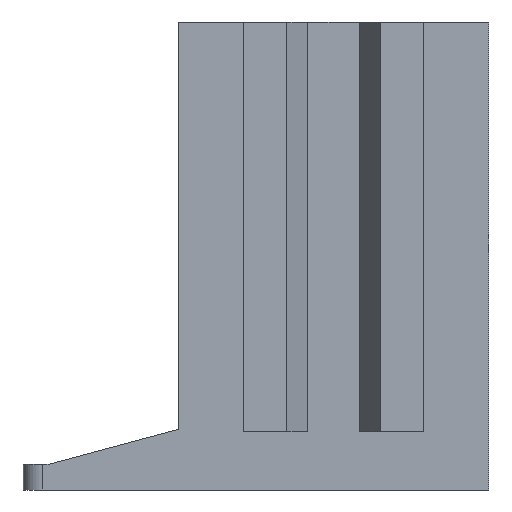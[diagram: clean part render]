
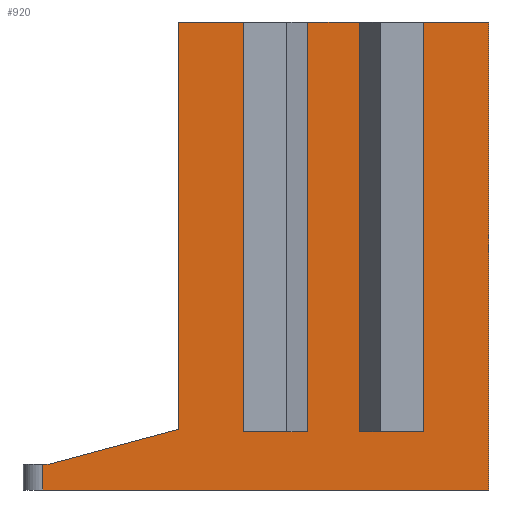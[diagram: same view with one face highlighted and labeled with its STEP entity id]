
A CAD part, left-side view. The second image highlights one B-rep face of the part: STEP entity #920.
In plain terms, the highlighted planar face has unit normal (-1, 0, 0).
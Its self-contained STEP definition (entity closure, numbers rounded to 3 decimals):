
#426 = EDGE_CURVE ( 'NONE', #1303, #1301, #4858, .T. ) ;
#648 = EDGE_CURVE ( 'NONE', #1712, #1713, #5978, .T. ) ;
#661 = EDGE_CURVE ( 'NONE', #1323, #1717, #6017, .T. ) ;
#663 = EDGE_CURVE ( 'NONE', #1717, #1415, #6023, .T. ) ;
#664 = EDGE_CURVE ( 'NONE', #1311, #1418, #6026, .T. ) ;
#665 = EDGE_CURVE ( 'NONE', #1301, #1310, #6029, .T. ) ;
#666 = EDGE_CURVE ( 'NONE', #1722, #1303, #6032, .T. ) ;
#667 = EDGE_CURVE ( 'NONE', #1722, #1721, #6035, .T. ) ;
#668 = EDGE_CURVE ( 'NONE', #1720, #1721, #6038, .T. ) ;
#669 = EDGE_CURVE ( 'NONE', #1725, #1720, #6041, .T. ) ;
#670 = EDGE_CURVE ( 'NONE', #1712, #1725, #6044, .T. ) ;
#671 = EDGE_CURVE ( 'NONE', #1713, #1324, #6047, .T. ) ;
#683 = EDGE_CURVE ( 'NONE', #1311, #1310, #6083, .T. ) ;
#698 = EDGE_CURVE ( 'NONE', #1323, #1324, #6128, .T. ) ;
#920 = ADVANCED_FACE ( 'NONE', ( #7253 ), #6802, .F. ) ;
#956 = EDGE_CURVE ( 'NONE', #1418, #1415, #7427, .T. ) ;
#1301 = VERTEX_POINT ( 'NONE', #7475 ) ;
#1303 = VERTEX_POINT ( 'NONE', #7477 ) ;
#1310 = VERTEX_POINT ( 'NONE', #7484 ) ;
#1311 = VERTEX_POINT ( 'NONE', #7485 ) ;
#1323 = VERTEX_POINT ( 'NONE', #7497 ) ;
#1324 = VERTEX_POINT ( 'NONE', #7498 ) ;
#1415 = VERTEX_POINT ( 'NONE', #7563 ) ;
#1418 = VERTEX_POINT ( 'NONE', #7566 ) ;
#1712 = VERTEX_POINT ( 'NONE', #7686 ) ;
#1713 = VERTEX_POINT ( 'NONE', #7687 ) ;
#1717 = VERTEX_POINT ( 'NONE', #7691 ) ;
#1720 = VERTEX_POINT ( 'NONE', #7694 ) ;
#1721 = VERTEX_POINT ( 'NONE', #7695 ) ;
#1722 = VERTEX_POINT ( 'NONE', #7696 ) ;
#1725 = VERTEX_POINT ( 'NONE', #7699 ) ;
#2673 = ORIENTED_EDGE ( 'NONE', *, *, #665, .F. ) ;
#2674 = ORIENTED_EDGE ( 'NONE', *, *, #426, .F. ) ;
#2675 = ORIENTED_EDGE ( 'NONE', *, *, #666, .F. ) ;
#2676 = ORIENTED_EDGE ( 'NONE', *, *, #668, .F. ) ;
#2677 = ORIENTED_EDGE ( 'NONE', *, *, #667, .T. ) ;
#2678 = ORIENTED_EDGE ( 'NONE', *, *, #669, .F. ) ;
#2679 = ORIENTED_EDGE ( 'NONE', *, *, #670, .F. ) ;
#2680 = ORIENTED_EDGE ( 'NONE', *, *, #648, .T. ) ;
#2681 = ORIENTED_EDGE ( 'NONE', *, *, #671, .T. ) ;
#2682 = ORIENTED_EDGE ( 'NONE', *, *, #698, .F. ) ;
#2683 = ORIENTED_EDGE ( 'NONE', *, *, #661, .T. ) ;
#2755 = EDGE_LOOP ( 'NONE', ( #8005, #6221, #8007, #7970, #2673, #2674, #2675, #2677, #2676, #2678, #2679, #2680, #2681, #2682, #2683 ) ) ;
#4858 = LINE ( 'NONE', #4859, #5521 ) ;
#4859 = CARTESIAN_POINT ( 'NONE',  ( 0., 10., 36.2 ) ) ;
#4860 = DIRECTION ( 'NONE',  ( 0., 0., -1. ) ) ;
#5521 = VECTOR ( 'NONE', #4860, 1000. ) ;
#5978 = LINE ( 'NONE', #5979, #6930 ) ;
#5979 = CARTESIAN_POINT ( 'NONE',  ( 0., 24., 4.2 ) ) ;
#5980 = DIRECTION ( 'NONE',  ( 0., 0., -1. ) ) ;
#6017 = LINE ( 'NONE', #6018, #6945 ) ;
#6018 = CARTESIAN_POINT ( 'NONE',  ( 0., 34.5, 2. ) ) ;
#6019 = DIRECTION ( 'NONE',  ( 0., 0., -1. ) ) ;
#6023 = LINE ( 'NONE', #6024, #6946 ) ;
#6024 = CARTESIAN_POINT ( 'NONE',  ( 0., 24., 0. ) ) ;
#6025 = DIRECTION ( 'NONE',  ( 0., -1., 0. ) ) ;
#6026 = LINE ( 'NONE', #6027, #6947 ) ;
#6027 = CARTESIAN_POINT ( 'NONE',  ( 0., 7.1, 36.2 ) ) ;
#6028 = DIRECTION ( 'NONE',  ( 0., -1., 0. ) ) ;
#6029 = LINE ( 'NONE', #6030, #6948 ) ;
#6030 = CARTESIAN_POINT ( 'NONE',  ( 0., 10., 4.5 ) ) ;
#6031 = DIRECTION ( 'NONE',  ( 0., -1., 0. ) ) ;
#6032 = LINE ( 'NONE', #6033, #6949 ) ;
#6033 = CARTESIAN_POINT ( 'NONE',  ( 0., 14., 36.2 ) ) ;
#6034 = DIRECTION ( 'NONE',  ( 0., -1., 0. ) ) ;
#6035 = LINE ( 'NONE', #6036, #6950 ) ;
#6036 = CARTESIAN_POINT ( 'NONE',  ( 0., 14., 36.2 ) ) ;
#6037 = DIRECTION ( 'NONE',  ( 0., 0., -1. ) ) ;
#6038 = LINE ( 'NONE', #6039, #6951 ) ;
#6039 = CARTESIAN_POINT ( 'NONE',  ( 0., 16.9, 4.5 ) ) ;
#6040 = DIRECTION ( 'NONE',  ( 0., -1., 0. ) ) ;
#6041 = LINE ( 'NONE', #6042, #6952 ) ;
#6042 = CARTESIAN_POINT ( 'NONE',  ( 0., 16.9, 36.2 ) ) ;
#6043 = DIRECTION ( 'NONE',  ( 0., 0., -1. ) ) ;
#6044 = LINE ( 'NONE', #6045, #6953 ) ;
#6045 = CARTESIAN_POINT ( 'NONE',  ( 0., 16.9, 36.2 ) ) ;
#6046 = DIRECTION ( 'NONE',  ( 0., -1., 0. ) ) ;
#6047 = LINE ( 'NONE', #6048, #6954 ) ;
#6048 = CARTESIAN_POINT ( 'NONE',  ( 0., 24., 4.7 ) ) ;
#6049 = DIRECTION ( 'NONE',  ( 0., 0.965, -0.261 ) ) ;
#6083 = LINE ( 'NONE', #6084, #6966 ) ;
#6084 = CARTESIAN_POINT ( 'NONE',  ( 0., 7.1, 36.2 ) ) ;
#6085 = DIRECTION ( 'NONE',  ( 0., 0., -1. ) ) ;
#6128 = LINE ( 'NONE', #6129, #6983 ) ;
#6129 = CARTESIAN_POINT ( 'NONE',  ( 0., 0., 2. ) ) ;
#6130 = DIRECTION ( 'NONE',  ( 0., -1., 0. ) ) ;
#6221 = ORIENTED_EDGE ( 'NONE', *, *, #956, .F. ) ;
#6802 = PLANE ( 'NONE',  #7257 ) ;
#6803 = CARTESIAN_POINT ( 'NONE',  ( 0., 24., 2. ) ) ;
#6804 = DIRECTION ( 'NONE',  ( 1., 0., 0. ) ) ;
#6805 = DIRECTION ( 'NONE',  ( 0., 0., -1. ) ) ;
#6930 = VECTOR ( 'NONE', #5980, 1000. ) ;
#6945 = VECTOR ( 'NONE', #6019, 1000. ) ;
#6946 = VECTOR ( 'NONE', #6025, 1000. ) ;
#6947 = VECTOR ( 'NONE', #6028, 1000. ) ;
#6948 = VECTOR ( 'NONE', #6031, 1000. ) ;
#6949 = VECTOR ( 'NONE', #6034, 1000. ) ;
#6950 = VECTOR ( 'NONE', #6037, 1000. ) ;
#6951 = VECTOR ( 'NONE', #6040, 1000. ) ;
#6952 = VECTOR ( 'NONE', #6043, 1000. ) ;
#6953 = VECTOR ( 'NONE', #6046, 1000. ) ;
#6954 = VECTOR ( 'NONE', #6049, 1000. ) ;
#6966 = VECTOR ( 'NONE', #6085, 1000. ) ;
#6983 = VECTOR ( 'NONE', #6130, 1000. ) ;
#7253 = FACE_OUTER_BOUND ( 'NONE', #2755, .T. ) ;
#7257 = AXIS2_PLACEMENT_3D ( 'NONE', #6803, #6804, #6805 ) ;
#7312 = VECTOR ( 'NONE', #7429, 1000. ) ;
#7427 = LINE ( 'NONE', #7428, #7312 ) ;
#7428 = CARTESIAN_POINT ( 'NONE',  ( 0., 0., 2. ) ) ;
#7429 = DIRECTION ( 'NONE',  ( 0., 0., -1. ) ) ;
#7475 = CARTESIAN_POINT ( 'NONE',  ( 0., 10., 4.5 ) ) ;
#7477 = CARTESIAN_POINT ( 'NONE',  ( 0., 10., 36.2 ) ) ;
#7484 = CARTESIAN_POINT ( 'NONE',  ( 0., 7.1, 4.5 ) ) ;
#7485 = CARTESIAN_POINT ( 'NONE',  ( 0., 7.1, 36.2 ) ) ;
#7497 = CARTESIAN_POINT ( 'NONE',  ( 0., 34.5, 2. ) ) ;
#7498 = CARTESIAN_POINT ( 'NONE',  ( 0., 34., 2. ) ) ;
#7563 = CARTESIAN_POINT ( 'NONE',  ( 0., 0., 0. ) ) ;
#7566 = CARTESIAN_POINT ( 'NONE',  ( 0., 0., 36.2 ) ) ;
#7686 = CARTESIAN_POINT ( 'NONE',  ( 0., 24., 36.2 ) ) ;
#7687 = CARTESIAN_POINT ( 'NONE',  ( 0., 24., 4.7 ) ) ;
#7691 = CARTESIAN_POINT ( 'NONE',  ( 0., 34.5, 0. ) ) ;
#7694 = CARTESIAN_POINT ( 'NONE',  ( 0., 16.9, 4.5 ) ) ;
#7695 = CARTESIAN_POINT ( 'NONE',  ( 0., 14., 4.5 ) ) ;
#7696 = CARTESIAN_POINT ( 'NONE',  ( 0., 14., 36.2 ) ) ;
#7699 = CARTESIAN_POINT ( 'NONE',  ( 0., 16.9, 36.2 ) ) ;
#7970 = ORIENTED_EDGE ( 'NONE', *, *, #683, .T. ) ;
#8005 = ORIENTED_EDGE ( 'NONE', *, *, #663, .T. ) ;
#8007 = ORIENTED_EDGE ( 'NONE', *, *, #664, .F. ) ;
